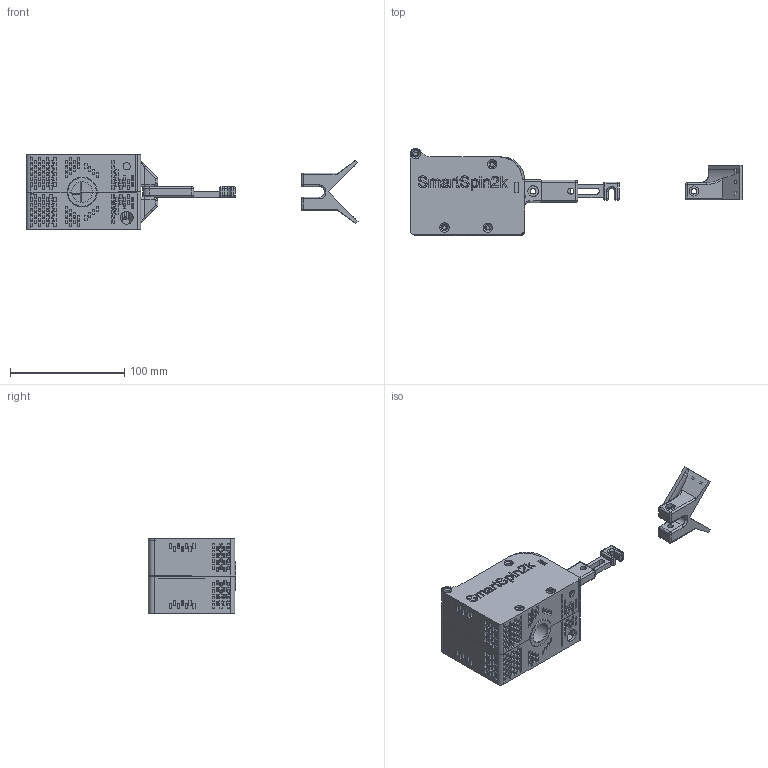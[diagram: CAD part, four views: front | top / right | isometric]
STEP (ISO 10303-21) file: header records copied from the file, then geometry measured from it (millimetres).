
FILE_DESCRIPTION(/* description */ (''),/* implementation_level */ '2;1');
FILE_NAME(/* name */ 'Schwinn IC4 mod v19.step',/* time_stamp */ '2021-12-10T09:22:50-05:00',/* author */ (''),/* organization */ (''),/* preprocessor_version */ 'ST-DEVELOPER v18.1',/* originating_system */ 'Autodesk Translation Framework v10.10.0.1391',/* authorisation */ '');
FILE_SCHEMA (('AUTOMOTIVE_DESIGN { 1 0 10303 214 3 1 1 }'));
Length unit declared in the file: millimetre
Products named in the file (1): Schwinn IC4 mod
Bounding box: 291.17 x 76.59 x 65.4 mm (x, y, z)
Volume: 142923.5 mm3; surface area: 110586.7 mm2
Topology: 5 solids, 5 shells, 1879 faces, 5480 edges, 3597 vertices
Faces by surface type: plane 1485, bspline 204, cylinder 147, sphere 22, torus 12, cone 9
Full cylindrical faces by diameter (mm): 2 x2, 3.5 x4, 4.7 x4, 5 x5, 5.2 x1, 5.8 x4, 6.5 x1, 8.2 x4, 9.5 x2, 11.5 x1
Entity records: 72039 total; most frequent: CARTESIAN_POINT 22295, ORIENTED_EDGE 10960, DIRECTION 8823, EDGE_CURVE 5480, LINE 4703, VECTOR 4703, VERTEX_POINT 3597, EDGE_LOOP 2417
